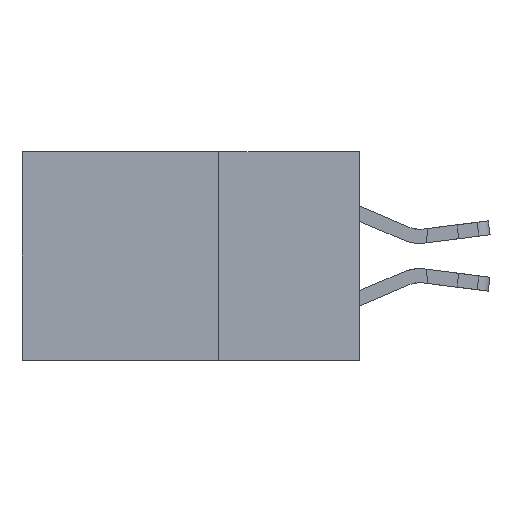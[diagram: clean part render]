
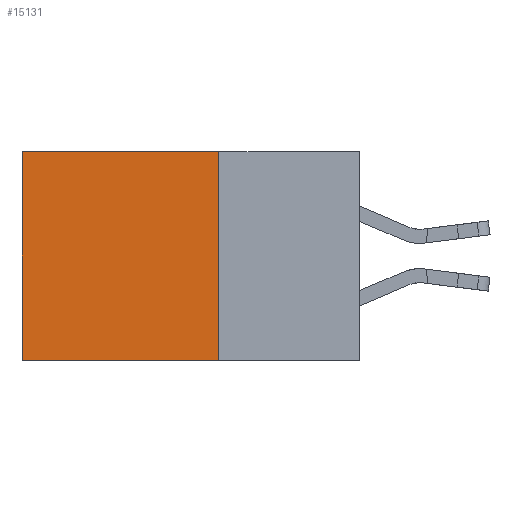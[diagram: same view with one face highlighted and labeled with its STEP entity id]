
A CAD part, left-side view. The second image highlights one B-rep face of the part: STEP entity #15131.
In plain terms, the highlighted planar face has unit normal (-1, 0, 0).
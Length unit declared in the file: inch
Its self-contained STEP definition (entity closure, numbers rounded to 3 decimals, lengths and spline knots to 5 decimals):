
#1957 = ORIENTED_EDGE ( 'NONE', *, *, #10282, .T. ) ;
#1987 = CARTESIAN_POINT ( 'NONE',  ( 0.2875, 0.25, 0. ) ) ;
#3066 = VERTEX_POINT ( 'NONE', #24856 ) ;
#4538 = VECTOR ( 'NONE', #7510, 39.37008 ) ;
#5956 = CARTESIAN_POINT ( 'NONE',  ( 0.2875, 0.25, 0. ) ) ;
#6592 = CARTESIAN_POINT ( 'NONE',  ( 0.2875, 0.6, 0. ) ) ;
#7017 = LINE ( 'NONE', #1987, #16002 ) ;
#7510 = DIRECTION ( 'NONE',  ( 0., 1., 0. ) ) ;
#7612 = CARTESIAN_POINT ( 'NONE',  ( 0.2875, 0.25, 0. ) ) ;
#8142 = VECTOR ( 'NONE', #19415, 39.37008 ) ;
#9095 = DIRECTION ( 'NONE',  ( 0., 0., -1. ) ) ;
#9701 = CARTESIAN_POINT ( 'NONE',  ( 0.2875, 0.6, 0. ) ) ;
#9857 = CARTESIAN_POINT ( 'NONE',  ( 0.2875, 0.25, -0.37 ) ) ;
#10282 = EDGE_CURVE ( 'NONE', #25454, #15932, #26809, .T. ) ;
#13320 = ORIENTED_EDGE ( 'NONE', *, *, #16791, .F. ) ;
#13931 = VERTEX_POINT ( 'NONE', #5956 ) ;
#15124 = EDGE_LOOP ( 'NONE', ( #1957, #16499, #13320, #21497 ) ) ;
#15131 = ADVANCED_FACE ( 'NONE', ( #21305 ), #28132, .F. ) ;
#15432 = LINE ( 'NONE', #15573, #17261 ) ;
#15573 = CARTESIAN_POINT ( 'NONE',  ( 0.2875, 0.25, 0. ) ) ;
#15932 = VERTEX_POINT ( 'NONE', #24649 ) ;
#16002 = VECTOR ( 'NONE', #20127, 39.37008 ) ;
#16499 = ORIENTED_EDGE ( 'NONE', *, *, #16578, .F. ) ;
#16578 = EDGE_CURVE ( 'NONE', #3066, #15932, #23277, .T. ) ;
#16593 = DIRECTION ( 'NONE',  ( 1., 0., 0. ) ) ;
#16791 = EDGE_CURVE ( 'NONE', #13931, #3066, #15432, .T. ) ;
#17261 = VECTOR ( 'NONE', #9095, 39.37008 ) ;
#18209 = AXIS2_PLACEMENT_3D ( 'NONE', #7612, #16593, #26036 ) ;
#19415 = DIRECTION ( 'NONE',  ( 0., 0., -1. ) ) ;
#20127 = DIRECTION ( 'NONE',  ( 0., 1., 0. ) ) ;
#21305 = FACE_OUTER_BOUND ( 'NONE', #15124, .T. ) ;
#21497 = ORIENTED_EDGE ( 'NONE', *, *, #24349, .T. ) ;
#23277 = LINE ( 'NONE', #9857, #4538 ) ;
#24349 = EDGE_CURVE ( 'NONE', #13931, #25454, #7017, .T. ) ;
#24649 = CARTESIAN_POINT ( 'NONE',  ( 0.2875, 0.6, -0.37 ) ) ;
#24856 = CARTESIAN_POINT ( 'NONE',  ( 0.2875, 0.25, -0.37 ) ) ;
#25454 = VERTEX_POINT ( 'NONE', #9701 ) ;
#26036 = DIRECTION ( 'NONE',  ( 0., 0., -1. ) ) ;
#26809 = LINE ( 'NONE', #6592, #8142 ) ;
#28132 = PLANE ( 'NONE',  #18209 ) ;
